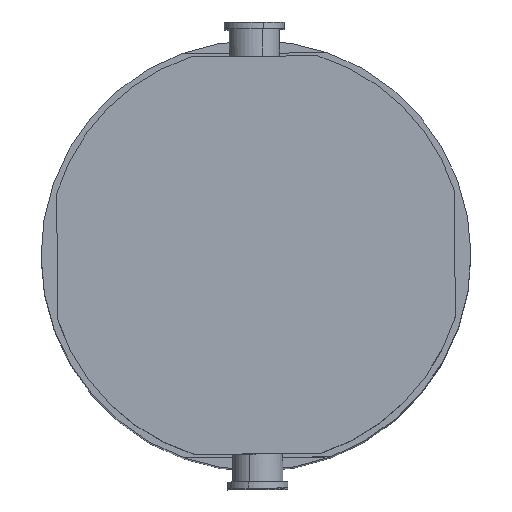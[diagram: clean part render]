
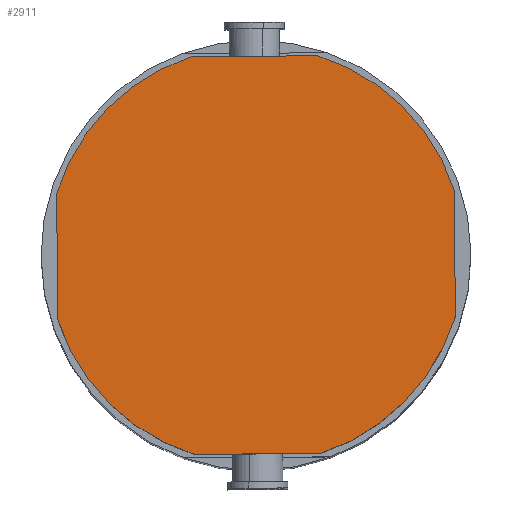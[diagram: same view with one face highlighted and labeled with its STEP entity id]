
A CAD part, top view. The second image highlights one B-rep face of the part: STEP entity #2911.
In plain terms, the highlighted face is planar.
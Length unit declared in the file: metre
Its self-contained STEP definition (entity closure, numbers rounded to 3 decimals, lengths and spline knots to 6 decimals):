
#2911=ADVANCED_FACE('3:601',(#7292),#7293,.F.);
#7292=FACE_OUTER_BOUND('',#13711,.T.);
#7293=PLANE('',#13712);
#13711=EDGE_LOOP('',(#20518,#20519,#20520,#20521,#20522,#20523,#20524,#20525));
#13712=AXIS2_PLACEMENT_3D('',#20526,#20527,#20528);
#20518=ORIENTED_EDGE('',*,*,#40228,.T.);
#20519=ORIENTED_EDGE('',*,*,#40259,.T.);
#20520=ORIENTED_EDGE('',*,*,#40233,.T.);
#20521=ORIENTED_EDGE('',*,*,#40255,.T.);
#20522=ORIENTED_EDGE('',*,*,#40238,.T.);
#20523=ORIENTED_EDGE('',*,*,#40253,.T.);
#20524=ORIENTED_EDGE('',*,*,#40257,.T.);
#20525=ORIENTED_EDGE('',*,*,#40249,.T.);
#20526=CARTESIAN_POINT('',(0.,0.,-0.002));
#20527=DIRECTION('',(0.0,0.0,1.0));
#20528=DIRECTION('',(1.0,-0.0,0.0));
#40228=EDGE_CURVE('3:607',#48394,#48395,#48396,.T.);
#40233=EDGE_CURVE('3:619',#48403,#48404,#48405,.T.);
#40238=EDGE_CURVE('3:631',#48412,#48413,#48414,.T.);
#40249=EDGE_CURVE('3:658',#48429,#48394,#48430,.T.);
#40253=EDGE_CURVE('3:667',#48413,#48433,#48435,.T.);
#40255=EDGE_CURVE('3:670',#48404,#48412,#48437,.T.);
#40257=EDGE_CURVE('3:673',#48433,#48429,#48439,.T.);
#40259=EDGE_CURVE('3:676',#48395,#48403,#48441,.T.);
#48394=VERTEX_POINT('',#60110);
#48395=VERTEX_POINT('',#60111);
#48396=LINE('',#60112,#60113);
#48403=VERTEX_POINT('',#60123);
#48404=VERTEX_POINT('',#60124);
#48405=LINE('',#60125,#60126);
#48412=VERTEX_POINT('',#60136);
#48413=VERTEX_POINT('',#60137);
#48414=LINE('',#60138,#60139);
#48429=VERTEX_POINT('',#60158);
#48430=CIRCLE('',#60159,0.165);
#48433=VERTEX_POINT('',#60163);
#48435=CIRCLE('',#60166,0.165);
#48437=CIRCLE('',#60168,0.165);
#48439=LINE('',#60170,#60171);
#48441=CIRCLE('',#60173,0.165);
#60110=CARTESIAN_POINT('',(-0.05,0.157242,-0.002));
#60111=CARTESIAN_POINT('',(0.05,0.157242,-0.002));
#60112=CARTESIAN_POINT('',(0.025,0.157242,-0.002));
#60113=VECTOR('',#77055,0.01);
#60123=CARTESIAN_POINT('',(0.157242,0.05,-0.002));
#60124=CARTESIAN_POINT('',(0.157242,-0.05,-0.002));
#60125=CARTESIAN_POINT('',(0.157242,-0.025,-0.002));
#60126=VECTOR('',#77059,0.01);
#60136=CARTESIAN_POINT('',(0.05,-0.157242,-0.002));
#60137=CARTESIAN_POINT('',(-0.05,-0.157242,-0.002));
#60138=CARTESIAN_POINT('',(-0.025,-0.157242,-0.002));
#60139=VECTOR('',#77063,0.01);
#60158=CARTESIAN_POINT('',(-0.157242,0.05,-0.002));
#60159=AXIS2_PLACEMENT_3D('',#77080,#77081,#77082);
#60163=CARTESIAN_POINT('',(-0.157242,-0.05,-0.002));
#60166=AXIS2_PLACEMENT_3D('',#77085,#77086,#77087);
#60168=AXIS2_PLACEMENT_3D('',#77088,#77089,#77090);
#60170=CARTESIAN_POINT('',(-0.157242,0.025,-0.002));
#60171=VECTOR('',#77091,0.01);
#60173=AXIS2_PLACEMENT_3D('',#77092,#77093,#77094);
#77055=DIRECTION('',(1.0,0.,0.0));
#77059=DIRECTION('',(0.,-1.0,0.0));
#77063=DIRECTION('',(-1.0,0.,0.0));
#77080=CARTESIAN_POINT('',(0.0,0.0,-0.002));
#77081=DIRECTION('',(0.0,0.0,-1.0));
#77082=DIRECTION('',(-1.0,0.0,0.0));
#77085=CARTESIAN_POINT('',(0.0,0.0,-0.002));
#77086=DIRECTION('',(0.0,0.0,-1.0));
#77087=DIRECTION('',(-1.0,0.0,0.0));
#77088=CARTESIAN_POINT('',(0.0,0.0,-0.002));
#77089=DIRECTION('',(0.0,0.0,-1.0));
#77090=DIRECTION('',(-1.0,0.0,0.0));
#77091=DIRECTION('',(0.0,1.0,0.0));
#77092=CARTESIAN_POINT('',(0.0,0.0,-0.002));
#77093=DIRECTION('',(0.0,0.0,-1.0));
#77094=DIRECTION('',(-1.0,0.0,0.0));
